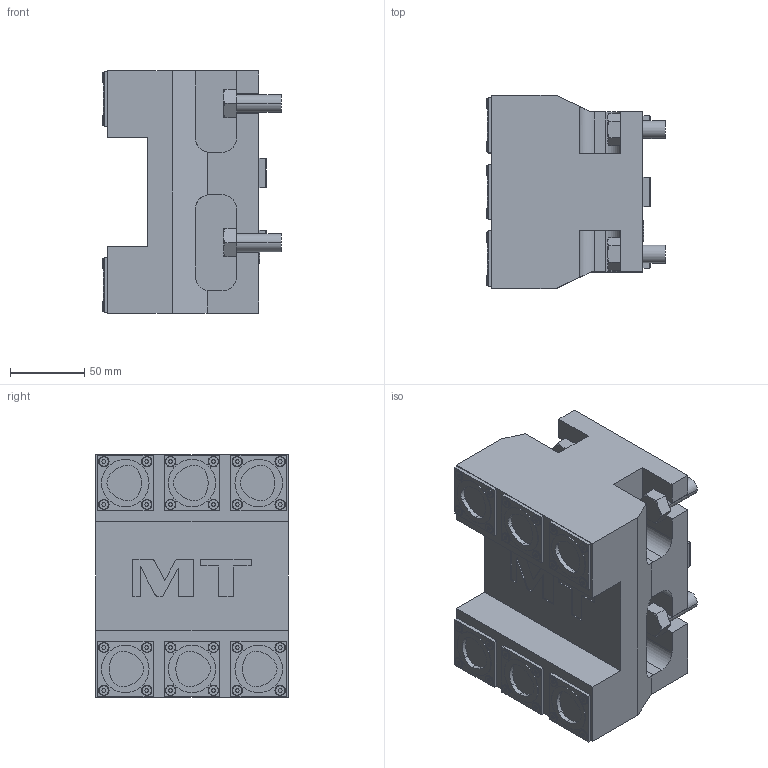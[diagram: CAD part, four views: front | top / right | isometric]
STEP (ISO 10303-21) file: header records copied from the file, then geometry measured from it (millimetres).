
FILE_DESCRIPTION((''),'2;1');
FILE_NAME('GDW0403260_CONF','2023-05-03T09:16:03',('gvalli'),('M.T. srl'),'CREO PARAMETRIC BY PTC INC, 2021072','CREO PARAMETRIC BY PTC INC, 2021072','');
FILE_SCHEMA(('CONFIG_CONTROL_DESIGN'));
Length unit declared in the file: millimetre
Products named in the file (1): GDW0403260_CONF
Bounding box: 120.3 x 130 x 163.5 mm (x, y, z)
Volume: 1587870 mm3; surface area: 131527.8 mm2
Topology: 1 solids, 1 shells, 489 faces, 1165 edges, 754 vertices
Faces by surface type: plane 245, cylinder 168, torus 50, cone 24, extrusion 2
Entity records: 14646 total; most frequent: CARTESIAN_POINT 2935, DIRECTION 2545, ORIENTED_EDGE 2330, EDGE_CURVE 1165, AXIS2_PLACEMENT_3D 949, VERTEX_POINT 754, VECTOR 647, LINE 645
